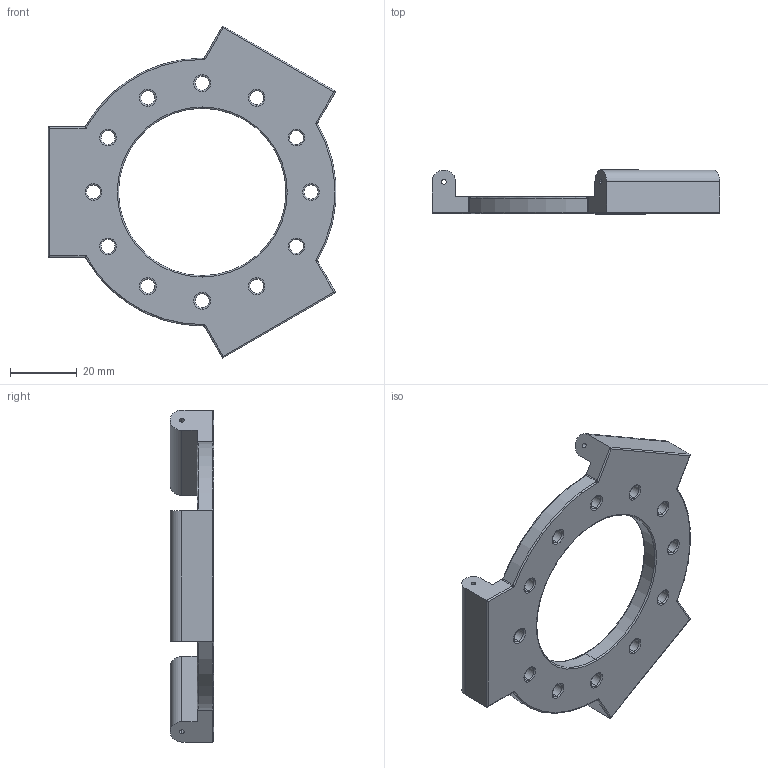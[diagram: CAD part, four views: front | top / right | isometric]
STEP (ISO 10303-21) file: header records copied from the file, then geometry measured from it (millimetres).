
FILE_DESCRIPTION (( 'STEP AP214' ), '1' );
FILE_NAME ('Platform.STEP', '2013-11-18T21:07:02', ( '' ), ( '' ), 'SwSTEP 2.0', 'SolidWorks 2014', '' );
FILE_SCHEMA (( 'AUTOMOTIVE_DESIGN' ));
Length unit declared in the file: millimetre
Products named in the file (1): Platform
Bounding box: 85.89 x 13 x 99.17 mm (x, y, z)
Volume: 24150.3 mm3; surface area: 13023.2 mm2
Topology: 1 solids, 1 shells, 297 faces, 701 edges, 412 vertices
Faces by surface type: cylinder 127, plane 98, torus 60, bspline 12
Entity records: 8793 total; most frequent: CARTESIAN_POINT 2140, ORIENTED_EDGE 1390, DIRECTION 1365, EDGE_CURVE 695, AXIS2_PLACEMENT_3D 493, VERTEX_POINT 412, LINE 379, VECTOR 379
